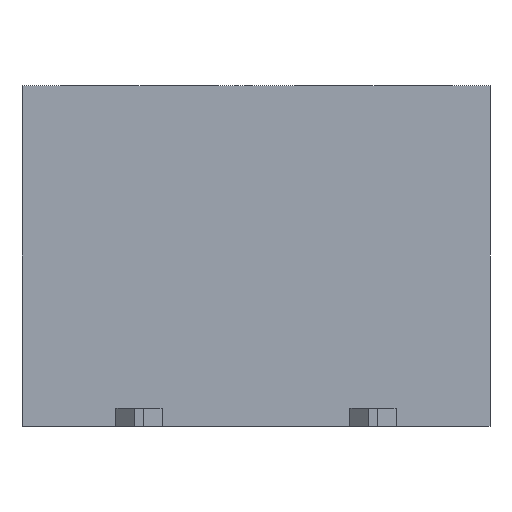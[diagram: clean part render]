
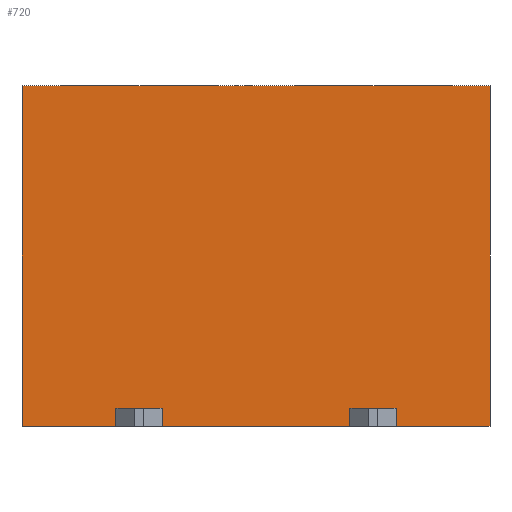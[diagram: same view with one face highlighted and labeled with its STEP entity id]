
A CAD part, left-side view. The second image highlights one B-rep face of the part: STEP entity #720.
In plain terms, the highlighted planar face has unit normal (-1, 0, 0).
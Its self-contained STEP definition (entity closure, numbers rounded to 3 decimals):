
#22 = VERTEX_POINT('',#23);
#23 = CARTESIAN_POINT('',(-2.5,-2.54,0.));
#31 = EDGE_CURVE('',#22,#32,#34,.T.);
#32 = VERTEX_POINT('',#33);
#33 = CARTESIAN_POINT('',(-2.5,-2.54,3.7));
#34 = LINE('',#35,#36);
#35 = CARTESIAN_POINT('',(-2.5,-2.54,0.));
#36 = VECTOR('',#37,1.);
#37 = DIRECTION('',(0.,0.,1.));
#94 = VERTEX_POINT('',#95);
#95 = CARTESIAN_POINT('',(-2.5,-1.52,0.));
#103 = EDGE_CURVE('',#94,#22,#104,.T.);
#104 = LINE('',#105,#106);
#105 = CARTESIAN_POINT('',(-2.5,2.54,0.));
#106 = VECTOR('',#107,1.);
#107 = DIRECTION('',(0.,-1.,0.));
#567 = VERTEX_POINT('',#568);
#568 = CARTESIAN_POINT('',(-2.5,2.54,3.7));
#574 = EDGE_CURVE('',#567,#32,#575,.T.);
#575 = LINE('',#576,#577);
#576 = CARTESIAN_POINT('',(-2.5,2.54,3.7));
#577 = VECTOR('',#578,1.);
#578 = DIRECTION('',(0.,-1.,0.));
#720 = ADVANCED_FACE('',(#721),#796,.F.);
#721 = FACE_BOUND('',#722,.F.);
#722 = EDGE_LOOP('',(#723,#733,#739,#740,#741,#742,#750,#758,#766,#774,
#782,#790));
#723 = ORIENTED_EDGE('',*,*,#724,.F.);
#724 = EDGE_CURVE('',#725,#727,#729,.T.);
#725 = VERTEX_POINT('',#726);
#726 = CARTESIAN_POINT('',(-2.5,2.54,0.));
#727 = VERTEX_POINT('',#728);
#728 = CARTESIAN_POINT('',(-2.5,1.52,0.));
#729 = LINE('',#730,#731);
#730 = CARTESIAN_POINT('',(-2.5,2.54,0.));
#731 = VECTOR('',#732,1.);
#732 = DIRECTION('',(0.,-1.,0.));
#733 = ORIENTED_EDGE('',*,*,#734,.T.);
#734 = EDGE_CURVE('',#725,#567,#735,.T.);
#735 = LINE('',#736,#737);
#736 = CARTESIAN_POINT('',(-2.5,2.54,0.));
#737 = VECTOR('',#738,1.);
#738 = DIRECTION('',(0.,0.,1.));
#739 = ORIENTED_EDGE('',*,*,#574,.T.);
#740 = ORIENTED_EDGE('',*,*,#31,.F.);
#741 = ORIENTED_EDGE('',*,*,#103,.F.);
#742 = ORIENTED_EDGE('',*,*,#743,.T.);
#743 = EDGE_CURVE('',#94,#744,#746,.T.);
#744 = VERTEX_POINT('',#745);
#745 = CARTESIAN_POINT('',(-2.5,-1.52,0.2));
#746 = LINE('',#747,#748);
#747 = CARTESIAN_POINT('',(-2.5,-1.52,0.));
#748 = VECTOR('',#749,1.);
#749 = DIRECTION('',(0.,-0.,1.));
#750 = ORIENTED_EDGE('',*,*,#751,.F.);
#751 = EDGE_CURVE('',#752,#744,#754,.T.);
#752 = VERTEX_POINT('',#753);
#753 = CARTESIAN_POINT('',(-2.5,-1.02,0.2));
#754 = LINE('',#755,#756);
#755 = CARTESIAN_POINT('',(-2.5,0.635,0.2));
#756 = VECTOR('',#757,1.);
#757 = DIRECTION('',(0.,-1.,0.));
#758 = ORIENTED_EDGE('',*,*,#759,.T.);
#759 = EDGE_CURVE('',#752,#760,#762,.T.);
#760 = VERTEX_POINT('',#761);
#761 = CARTESIAN_POINT('',(-2.5,-1.02,0.));
#762 = LINE('',#763,#764);
#763 = CARTESIAN_POINT('',(-2.5,-1.02,0.));
#764 = VECTOR('',#765,1.);
#765 = DIRECTION('',(0.,0.,-1.));
#766 = ORIENTED_EDGE('',*,*,#767,.F.);
#767 = EDGE_CURVE('',#768,#760,#770,.T.);
#768 = VERTEX_POINT('',#769);
#769 = CARTESIAN_POINT('',(-2.5,1.02,0.));
#770 = LINE('',#771,#772);
#771 = CARTESIAN_POINT('',(-2.5,2.54,0.));
#772 = VECTOR('',#773,1.);
#773 = DIRECTION('',(0.,-1.,0.));
#774 = ORIENTED_EDGE('',*,*,#775,.T.);
#775 = EDGE_CURVE('',#768,#776,#778,.T.);
#776 = VERTEX_POINT('',#777);
#777 = CARTESIAN_POINT('',(-2.5,1.02,0.2));
#778 = LINE('',#779,#780);
#779 = CARTESIAN_POINT('',(-2.5,1.02,0.));
#780 = VECTOR('',#781,1.);
#781 = DIRECTION('',(0.,-0.,1.));
#782 = ORIENTED_EDGE('',*,*,#783,.F.);
#783 = EDGE_CURVE('',#784,#776,#786,.T.);
#784 = VERTEX_POINT('',#785);
#785 = CARTESIAN_POINT('',(-2.5,1.52,0.2));
#786 = LINE('',#787,#788);
#787 = CARTESIAN_POINT('',(-2.5,1.905,0.2));
#788 = VECTOR('',#789,1.);
#789 = DIRECTION('',(0.,-1.,0.));
#790 = ORIENTED_EDGE('',*,*,#791,.T.);
#791 = EDGE_CURVE('',#784,#727,#792,.T.);
#792 = LINE('',#793,#794);
#793 = CARTESIAN_POINT('',(-2.5,1.52,0.));
#794 = VECTOR('',#795,1.);
#795 = DIRECTION('',(0.,0.,-1.));
#796 = PLANE('',#797);
#797 = AXIS2_PLACEMENT_3D('',#798,#799,#800);
#798 = CARTESIAN_POINT('',(-2.5,2.54,0.));
#799 = DIRECTION('',(1.,0.,-0.));
#800 = DIRECTION('',(0.,-1.,0.));
